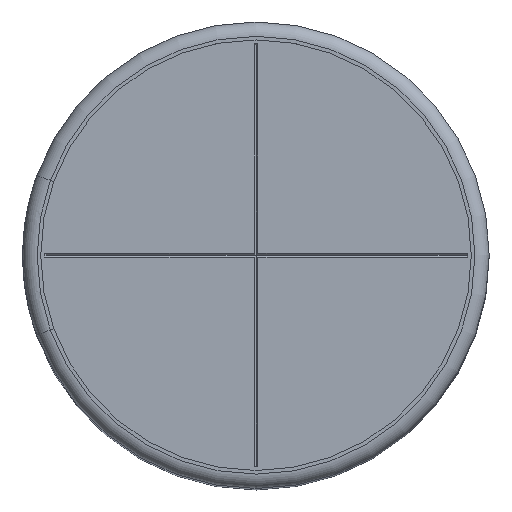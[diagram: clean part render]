
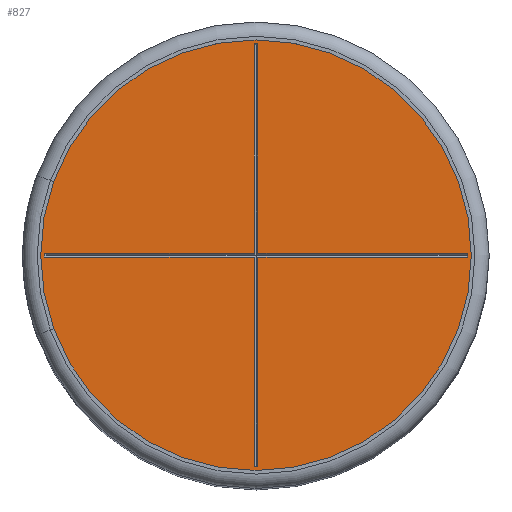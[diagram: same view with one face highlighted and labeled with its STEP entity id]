
A CAD part, top view. The second image highlights one B-rep face of the part: STEP entity #827.
In plain terms, the highlighted planar face has unit normal (0, 0, 1).
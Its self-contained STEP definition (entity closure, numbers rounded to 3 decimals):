
#827=ADVANCED_FACE('',(#1736,#1738),#1740,.T.);
#1736=FACE_BOUND('',#1737,.T.);
#1737=EDGE_LOOP('',(#2483));
#1738=FACE_BOUND('',#1739,.T.);
#1739=EDGE_LOOP('',(#2484,#2485,#2486,#2487,#2488,#2489,#2490,#2491,#2492,#2493,
#2494,#2495));
#1740=PLANE('',#1741);
#1741=AXIS2_PLACEMENT_3D('',#1742,#1743,#1744);
#1742=CARTESIAN_POINT('',(0.,0.,24.9));
#1743=DIRECTION('',(0.,0.,1.));
#1744=DIRECTION('',(1.,0.,0.));
#2483=ORIENTED_EDGE('',*,*,#2869,.T.);
#2484=ORIENTED_EDGE('',*,*,#2897,.T.);
#2485=ORIENTED_EDGE('',*,*,#2898,.T.);
#2486=ORIENTED_EDGE('',*,*,#2899,.T.);
#2487=ORIENTED_EDGE('',*,*,#2900,.T.);
#2488=ORIENTED_EDGE('',*,*,#2901,.T.);
#2489=ORIENTED_EDGE('',*,*,#2902,.T.);
#2490=ORIENTED_EDGE('',*,*,#2903,.T.);
#2491=ORIENTED_EDGE('',*,*,#2904,.T.);
#2492=ORIENTED_EDGE('',*,*,#2905,.T.);
#2493=ORIENTED_EDGE('',*,*,#2906,.T.);
#2494=ORIENTED_EDGE('',*,*,#2907,.T.);
#2495=ORIENTED_EDGE('',*,*,#2908,.T.);
#2869=EDGE_CURVE('',#3364,#3364,#3365,.T.);
#2897=EDGE_CURVE('',#3406,#3407,#3408,.F.);
#2898=EDGE_CURVE('',#3407,#3409,#3410,.F.);
#2899=EDGE_CURVE('',#3409,#3411,#3412,.F.);
#2900=EDGE_CURVE('',#3411,#3413,#3414,.F.);
#2901=EDGE_CURVE('',#3413,#3415,#3416,.F.);
#2902=EDGE_CURVE('',#3415,#3417,#3418,.F.);
#2903=EDGE_CURVE('',#3417,#3419,#3420,.F.);
#2904=EDGE_CURVE('',#3419,#3421,#3422,.F.);
#2905=EDGE_CURVE('',#3421,#3423,#3424,.F.);
#2906=EDGE_CURVE('',#3423,#3425,#3426,.F.);
#2907=EDGE_CURVE('',#3425,#3427,#3428,.F.);
#2908=EDGE_CURVE('',#3427,#3406,#3429,.F.);
#3364=VERTEX_POINT('',#5052);
#3365=CIRCLE('',#5053,6.);
#3406=VERTEX_POINT('',#5234);
#3407=VERTEX_POINT('',#5235);
#3408=LINE('',#5236,#5237);
#3409=VERTEX_POINT('',#5239);
#3410=LINE('',#5240,#5241);
#3411=VERTEX_POINT('',#5243);
#3412=LINE('',#5244,#5245);
#3413=VERTEX_POINT('',#5247);
#3414=LINE('',#5248,#5249);
#3415=VERTEX_POINT('',#5251);
#3416=LINE('',#5252,#5253);
#3417=VERTEX_POINT('',#5255);
#3418=LINE('',#5256,#5257);
#3419=VERTEX_POINT('',#5259);
#3420=LINE('',#5260,#5261);
#3421=VERTEX_POINT('',#5263);
#3422=LINE('',#5264,#5265);
#3423=VERTEX_POINT('',#5267);
#3424=LINE('',#5268,#5269);
#3425=VERTEX_POINT('',#5271);
#3426=LINE('',#5272,#5273);
#3427=VERTEX_POINT('',#5275);
#3428=LINE('',#5276,#5277);
#3429=LINE('',#5279,#5280);
#5052=CARTESIAN_POINT('',(6.,0.,24.9));
#5053=AXIS2_PLACEMENT_3D('',#5054,#5055,#5056);
#5054=CARTESIAN_POINT('',(0.,0.,24.9));
#5055=DIRECTION('',(0.,0.,1.));
#5056=DIRECTION('',(1.,0.,0.));
#5234=CARTESIAN_POINT('',(-0.046,-0.05,24.9));
#5235=CARTESIAN_POINT('',(-5.896,-0.05,24.9));
#5236=CARTESIAN_POINT('',(-5.896,-0.05,24.9));
#5237=VECTOR('',#5238,1.);
#5238=DIRECTION('',(1.,0.,0.));
#5239=CARTESIAN_POINT('',(-5.896,0.05,24.9));
#5240=CARTESIAN_POINT('',(-5.896,0.05,24.9));
#5241=VECTOR('',#5242,1.);
#5242=DIRECTION('',(0.,-1.,0.));
#5243=CARTESIAN_POINT('',(-0.046,0.05,24.9));
#5244=CARTESIAN_POINT('',(-0.046,0.05,24.9));
#5245=VECTOR('',#5246,1.);
#5246=DIRECTION('',(-1.,0.,0.));
#5247=CARTESIAN_POINT('',(-0.046,5.9,24.9));
#5248=CARTESIAN_POINT('',(-0.046,5.9,24.9));
#5249=VECTOR('',#5250,1.);
#5250=DIRECTION('',(0.,-1.,0.));
#5251=CARTESIAN_POINT('',(0.054,5.9,24.9));
#5252=CARTESIAN_POINT('',(0.054,5.9,24.9));
#5253=VECTOR('',#5254,1.);
#5254=DIRECTION('',(-1.,0.,0.));
#5255=CARTESIAN_POINT('',(0.054,0.05,24.9));
#5256=CARTESIAN_POINT('',(0.054,0.05,24.9));
#5257=VECTOR('',#5258,1.);
#5258=DIRECTION('',(0.,1.,0.));
#5259=CARTESIAN_POINT('',(5.904,0.05,24.9));
#5260=CARTESIAN_POINT('',(5.904,0.05,24.9));
#5261=VECTOR('',#5262,1.);
#5262=DIRECTION('',(-1.,0.,0.));
#5263=CARTESIAN_POINT('',(5.904,-0.05,24.9));
#5264=CARTESIAN_POINT('',(5.904,-0.05,24.9));
#5265=VECTOR('',#5266,1.);
#5266=DIRECTION('',(0.,1.,0.));
#5267=CARTESIAN_POINT('',(0.054,-0.05,24.9));
#5268=CARTESIAN_POINT('',(0.054,-0.05,24.9));
#5269=VECTOR('',#5270,1.);
#5270=DIRECTION('',(1.,0.,0.));
#5271=CARTESIAN_POINT('',(0.054,-5.9,24.9));
#5272=CARTESIAN_POINT('',(0.054,-5.9,24.9));
#5273=VECTOR('',#5274,1.);
#5274=DIRECTION('',(0.,1.,0.));
#5275=CARTESIAN_POINT('',(-0.046,-5.9,24.9));
#5276=CARTESIAN_POINT('',(-0.046,-5.9,24.9));
#5277=VECTOR('',#5278,1.);
#5278=DIRECTION('',(1.,0.,0.));
#5279=CARTESIAN_POINT('',(-0.046,-0.05,24.9));
#5280=VECTOR('',#5281,1.);
#5281=DIRECTION('',(0.,-1.,0.));
